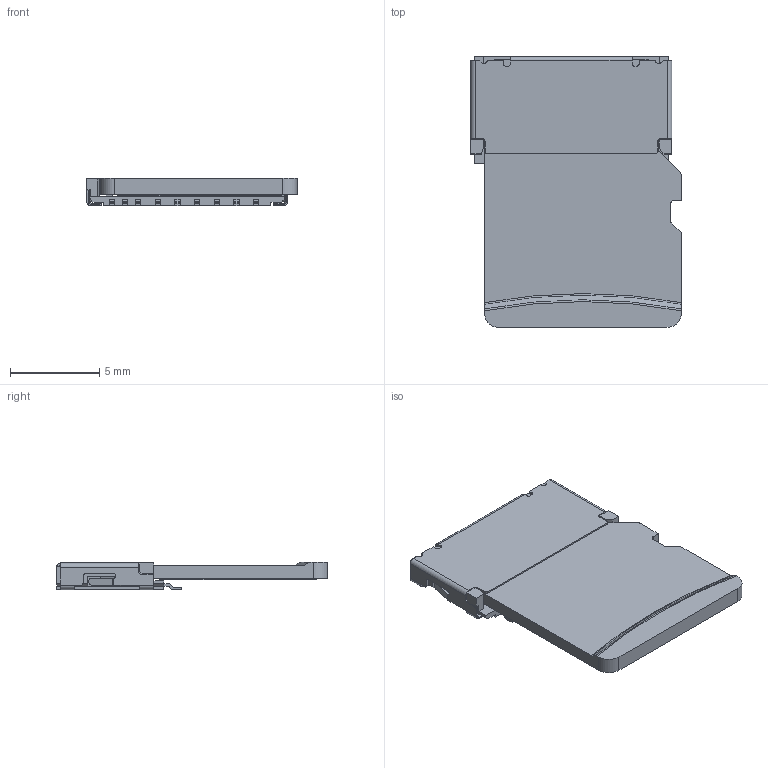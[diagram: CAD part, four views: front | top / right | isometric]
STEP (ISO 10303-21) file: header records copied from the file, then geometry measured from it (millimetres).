
FILE_DESCRIPTION (( 'STEP AP203' ), '1' );
FILE_NAME ('TF-018.STEP', '2021-06-17T08:07:06', ( '' ), ( '' ), 'SwSTEP 2.0', 'SolidWorks 2019', '' );
FILE_SCHEMA (( 'CONFIG_CONTROL_DESIGN' ));
Length unit declared in the file: millimetre
Products named in the file (22): Assembly-1.igs; T-FLASH_H_Body_1.igs; T-FLASH_T.5.igs; T-FLASH_Card_Body_1.igs; T-FLASH_H_Asm_1.igs; T-FLASH_T1_Body_1.igs; T-FLASH_T_Asm_1.igs; T-FLASH_T.2.igs; a1.igs; T-FLASH_Card_Asm_1.igs; T-FLASH_S_Asm_1.igs; T-FLASH_T2_Body_1.igs; T-FLASH_T1_Asm_1.igs; TF-018; T-FLASH_T.3.igs; T-FLASH_T.4.igs; T-FLASH_T_Body_1.igs; T-FLASH_T.6.igs; T-FLASH_T2_Asm_1.igs; T-FLASH_S_Body_1.igs; 1.5H耜晚淈聆PIN.igs; T-FLASH_T.1.igs
Assembly tree (27 placements, depth 6):
  TF-018
    Assembly-1.igs
      1.5H耜晚淈聆PIN.igs
        T-FLASH_T.6.igs
          T-FLASH_T_Body_1.igs
        T-FLASH_T.2.igs
          T-FLASH_T_Body_1.igs
        a1.igs
          T-FLASH_T2_Asm_1.igs
            T-FLASH_T2_Body_1.igs
          T-FLASH_T.4.igs
            T-FLASH_T_Body_1.igs
          T-FLASH_T1_Asm_1.igs
            T-FLASH_T1_Body_1.igs
        T-FLASH_Card_Asm_1.igs
          T-FLASH_Card_Body_1.igs
        T-FLASH_T.1.igs
          T-FLASH_T_Body_1.igs
        T-FLASH_T.5.igs
          T-FLASH_T_Body_1.igs
        T-FLASH_T.3.igs
          T-FLASH_T_Body_1.igs
        T-FLASH_S_Asm_1.igs
          T-FLASH_S_Body_1.igs
        T-FLASH_T_Asm_1.igs
          T-FLASH_T_Body_1.igs
        T-FLASH_H_Asm_1.igs
          T-FLASH_H_Body_1.igs
Bounding box: 11.78 x 15.15 x 1.56 mm (x, y, z)
Volume: 151.8 mm3; surface area: 692.7 mm2
Topology: 12 solids, 12 shells, 784 faces, 2122 edges, 1366 vertices
Faces by surface type: bspline 784
Entity records: 18159 total; most frequent: CARTESIAN_POINT 5255, ORIENTED_EDGE 2544, DIRECTION 1576, EDGE_CURVE 1272, LINE 918, VECTOR 918, VERTEX_POINT 826, EDGE_LOOP 488
